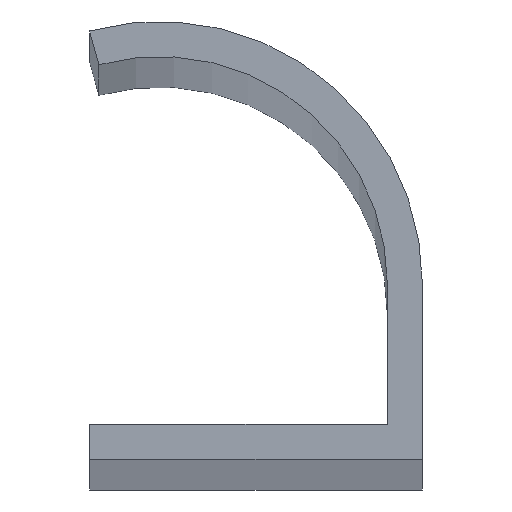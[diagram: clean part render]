
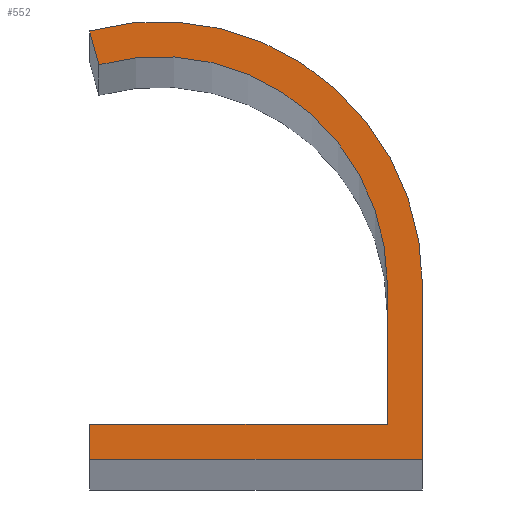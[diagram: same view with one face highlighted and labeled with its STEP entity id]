
A CAD part, top view. The second image highlights one B-rep face of the part: STEP entity #552.
In plain terms, the highlighted face is planar.
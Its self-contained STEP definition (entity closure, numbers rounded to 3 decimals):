
#267=CIRCLE('',#527,13.);
#269=CIRCLE('',#531,15.);
#292=ORIENTED_EDGE('',*,*,#389,.T.);
#293=ORIENTED_EDGE('',*,*,#377,.T.);
#294=ORIENTED_EDGE('',*,*,#381,.T.);
#295=ORIENTED_EDGE('',*,*,#391,.T.);
#296=ORIENTED_EDGE('',*,*,#392,.T.);
#297=ORIENTED_EDGE('',*,*,#393,.T.);
#298=ORIENTED_EDGE('',*,*,#394,.T.);
#299=ORIENTED_EDGE('',*,*,#395,.T.);
#321=VECTOR('',#423,1.);
#331=VECTOR('',#449,1.);
#332=VECTOR('',#450,1.);
#333=VECTOR('',#451,1.);
#334=VECTOR('',#452,1.);
#335=VECTOR('',#453,1.);
#341=LINE('',#477,#321);
#351=LINE('',#505,#331);
#352=LINE('',#507,#332);
#353=LINE('',#509,#333);
#354=LINE('',#511,#334);
#355=LINE('',#512,#335);
#361=VERTEX_POINT('',#474);
#362=VERTEX_POINT('',#476);
#365=VERTEX_POINT('',#484);
#371=VERTEX_POINT('',#500);
#372=VERTEX_POINT('',#504);
#373=VERTEX_POINT('',#506);
#374=VERTEX_POINT('',#508);
#375=VERTEX_POINT('',#510);
#377=EDGE_CURVE('',#362,#361,#341,.T.);
#381=EDGE_CURVE('',#361,#365,#267,.T.);
#389=EDGE_CURVE('',#371,#362,#269,.T.);
#391=EDGE_CURVE('',#365,#372,#351,.T.);
#392=EDGE_CURVE('',#372,#373,#352,.T.);
#393=EDGE_CURVE('',#373,#374,#353,.T.);
#394=EDGE_CURVE('',#374,#375,#354,.T.);
#395=EDGE_CURVE('',#375,#371,#355,.T.);
#404=EDGE_LOOP('',(#292,#293,#294,#295,#296,#297,#298,#299));
#414=FACE_BOUND('',#404,.T.);
#423=DIRECTION('',(0.,-1.928,0.533));
#430=DIRECTION('',(1.,0.,0.));
#431=DIRECTION('',(0.,12.529,-3.467));
#444=DIRECTION('',(-1.,0.,0.));
#445=DIRECTION('',(0.,0.,15.));
#447=DIRECTION('',(-1.,0.,0.));
#448=DIRECTION('',(0.,1.,0.));
#449=DIRECTION('',(0.,-8.,0.));
#450=DIRECTION('',(0.,0.,-17.));
#451=DIRECTION('',(0.,-2.,0.));
#452=DIRECTION('',(0.,0.,19.));
#453=DIRECTION('',(0.,10.,0.));
#474=CARTESIAN_POINT('',(0.,22.529,-8.967));
#476=CARTESIAN_POINT('',(0.,24.457,-9.5));
#477=CARTESIAN_POINT('',(0.,24.457,-9.5));
#484=CARTESIAN_POINT('',(0.,10.,7.5));
#485=CARTESIAN_POINT('',(0.,10.,-5.5));
#500=CARTESIAN_POINT('',(0.,10.,9.5));
#501=CARTESIAN_POINT('',(0.,10.,-5.5));
#503=CARTESIAN_POINT('',(0.,10.,9.5));
#504=CARTESIAN_POINT('',(0.,2.,7.5));
#505=CARTESIAN_POINT('',(0.,10.,7.5));
#506=CARTESIAN_POINT('',(0.,2.,-9.5));
#507=CARTESIAN_POINT('',(0.,2.,7.5));
#508=CARTESIAN_POINT('',(0.,0.,-9.5));
#509=CARTESIAN_POINT('',(0.,2.,-9.5));
#510=CARTESIAN_POINT('',(0.,0.,9.5));
#511=CARTESIAN_POINT('',(0.,0.,-9.5));
#512=CARTESIAN_POINT('',(0.,0.,9.5));
#527=AXIS2_PLACEMENT_3D('',#485,#430,#431);
#531=AXIS2_PLACEMENT_3D('',#501,#444,#445);
#532=AXIS2_PLACEMENT_3D('',#503,#447,#448);
#542=PLANE('',#532);
#552=ADVANCED_FACE('',(#414),#542,.T.);
